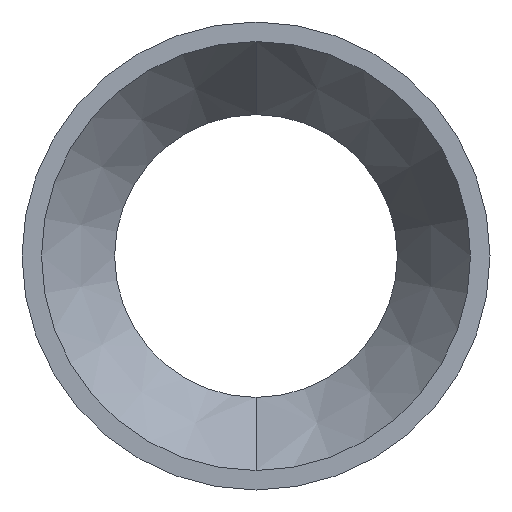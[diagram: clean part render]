
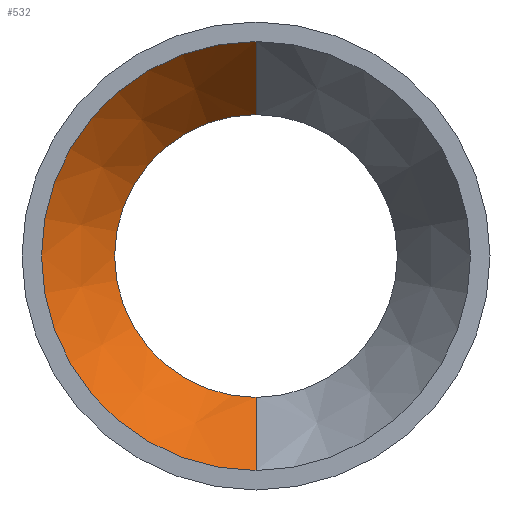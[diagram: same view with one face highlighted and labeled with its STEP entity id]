
A CAD part, front view. The second image highlights one B-rep face of the part: STEP entity #532.
In plain terms, the highlighted conical face has half-angle 34.216 degrees and reference radius 4.4 mm.
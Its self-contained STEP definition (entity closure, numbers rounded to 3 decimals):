
#5 = DIRECTION ( 'NONE',  ( 0., 0., 1. ) ) ;
#54 = CARTESIAN_POINT ( 'NONE',  ( 0., -6.5, 0. ) ) ;
#57 = DIRECTION ( 'NONE',  ( 0., -0.827, -0.562 ) ) ;
#58 = VERTEX_POINT ( 'NONE', #419 ) ;
#60 = LINE ( 'NONE', #304, #527 ) ;
#73 = CARTESIAN_POINT ( 'NONE',  ( 0., -4.294, 0. ) ) ;
#74 = VERTEX_POINT ( 'NONE', #474 ) ;
#75 = EDGE_CURVE ( 'NONE', #465, #74, #610, .T. ) ;
#107 = FACE_OUTER_BOUND ( 'NONE', #402, .T. ) ;
#173 = VERTEX_POINT ( 'NONE', #431 ) ;
#179 = ORIENTED_EDGE ( 'NONE', *, *, #75, .T. ) ;
#180 = EDGE_CURVE ( 'NONE', #173, #74, #324, .T. ) ;
#201 = AXIS2_PLACEMENT_3D ( 'NONE', #73, #317, #214 ) ;
#208 = CONICAL_SURFACE ( 'NONE', #463, 4.4, 0.597 ) ;
#214 = DIRECTION ( 'NONE',  ( 0., 0., 1. ) ) ;
#238 = DIRECTION ( 'NONE',  ( 0., -0.827, 0.562 ) ) ;
#272 = EDGE_CURVE ( 'NONE', #58, #173, #60, .T. ) ;
#304 = CARTESIAN_POINT ( 'NONE',  ( 0., -6.5, -4.4 ) ) ;
#317 = DIRECTION ( 'NONE',  ( 0., 1., 0. ) ) ;
#319 = ORIENTED_EDGE ( 'NONE', *, *, #272, .F. ) ;
#321 = AXIS2_PLACEMENT_3D ( 'NONE', #54, #582, #5 ) ;
#324 = CIRCLE ( 'NONE', #321, 4.4 ) ;
#376 = VECTOR ( 'NONE', #238, 1000. ) ;
#402 = EDGE_LOOP ( 'NONE', ( #608, #179, #533, #319 ) ) ;
#419 = CARTESIAN_POINT ( 'NONE',  ( 0., -4.294, -2.9 ) ) ;
#423 = EDGE_CURVE ( 'NONE', #58, #465, #472, .T. ) ;
#431 = CARTESIAN_POINT ( 'NONE',  ( 0., -6.5, -4.4 ) ) ;
#437 = DIRECTION ( 'NONE',  ( 0., 0., -1. ) ) ;
#463 = AXIS2_PLACEMENT_3D ( 'NONE', #525, #614, #437 ) ;
#465 = VERTEX_POINT ( 'NONE', #594 ) ;
#472 = CIRCLE ( 'NONE', #201, 2.9 ) ;
#474 = CARTESIAN_POINT ( 'NONE',  ( 0., -6.5, 4.4 ) ) ;
#516 = CARTESIAN_POINT ( 'NONE',  ( 0., -6.5, 4.4 ) ) ;
#525 = CARTESIAN_POINT ( 'NONE',  ( 0., -6.5, 0. ) ) ;
#527 = VECTOR ( 'NONE', #57, 1000. ) ;
#532 = ADVANCED_FACE ( 'NONE', ( #107 ), #208, .F. ) ;
#533 = ORIENTED_EDGE ( 'NONE', *, *, #180, .F. ) ;
#582 = DIRECTION ( 'NONE',  ( 0., 1., 0. ) ) ;
#594 = CARTESIAN_POINT ( 'NONE',  ( 0., -4.294, 2.9 ) ) ;
#608 = ORIENTED_EDGE ( 'NONE', *, *, #423, .T. ) ;
#610 = LINE ( 'NONE', #516, #376 ) ;
#614 = DIRECTION ( 'NONE',  ( 0., -1., 0. ) ) ;
